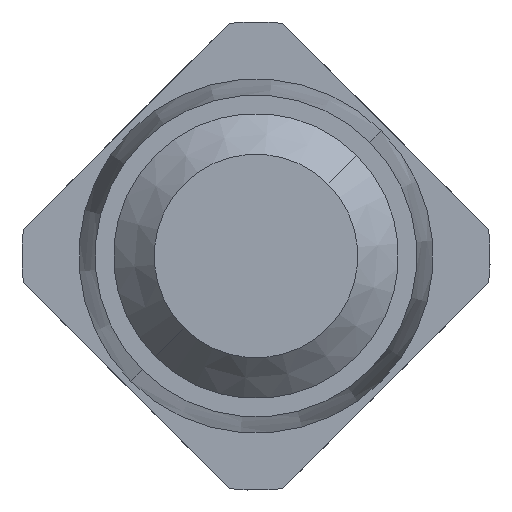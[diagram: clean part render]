
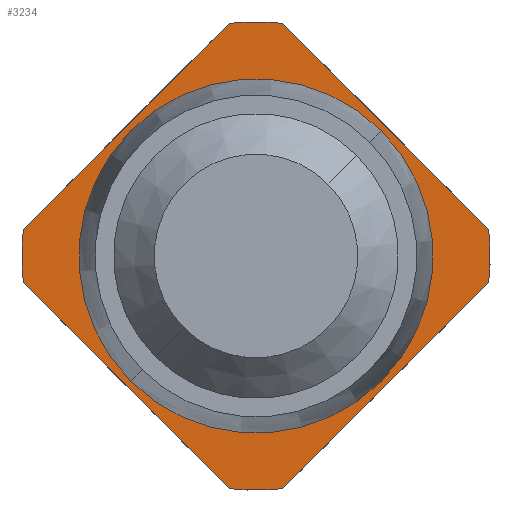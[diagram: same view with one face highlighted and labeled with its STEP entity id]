
A CAD part, front view. The second image highlights one B-rep face of the part: STEP entity #3234.
In plain terms, the highlighted planar face has unit normal (0, -1, 0).
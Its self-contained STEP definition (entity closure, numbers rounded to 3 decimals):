
#30 = CARTESIAN_POINT ( 'NONE',  ( 0.065, 37.5, 0.571 ) ) ;
#31 = CARTESIAN_POINT ( 'NONE',  ( -0.308, 37.5, -0.308 ) ) ;
#46 = AXIS2_PLACEMENT_3D ( 'NONE', #1265, #682, #2634 ) ;
#92 = DIRECTION ( 'NONE',  ( 0.707, 0., 0.707 ) ) ;
#115 = ORIENTED_EDGE ( 'NONE', *, *, #3062, .F. ) ;
#149 = PLANE ( 'NONE',  #46 ) ;
#202 = ORIENTED_EDGE ( 'NONE', *, *, #1559, .T. ) ;
#210 = ORIENTED_EDGE ( 'NONE', *, *, #3509, .T. ) ;
#228 = AXIS2_PLACEMENT_3D ( 'NONE', #2041, #2286, #1731 ) ;
#230 = CIRCLE ( 'NONE', #877, 0.435 ) ;
#265 = DIRECTION ( 'NONE',  ( -0.707, 0., 0.707 ) ) ;
#275 = VERTEX_POINT ( 'NONE', #3047 ) ;
#351 = DIRECTION ( 'NONE',  ( 0.707, 0., -0.707 ) ) ;
#356 = DIRECTION ( 'NONE',  ( 0., -1., 0. ) ) ;
#480 = CARTESIAN_POINT ( 'NONE',  ( 0.571, 37.5, -0.065 ) ) ;
#530 = ORIENTED_EDGE ( 'NONE', *, *, #2857, .T. ) ;
#578 = AXIS2_PLACEMENT_3D ( 'NONE', #2575, #1995, #2815 ) ;
#607 = LINE ( 'NONE', #2849, #2810 ) ;
#682 = DIRECTION ( 'NONE',  ( 0., -1., 0. ) ) ;
#712 = ORIENTED_EDGE ( 'NONE', *, *, #3398, .T. ) ;
#877 = AXIS2_PLACEMENT_3D ( 'NONE', #2016, #3164, #92 ) ;
#882 = DIRECTION ( 'NONE',  ( 0., -1., 0. ) ) ;
#949 = DIRECTION ( 'NONE',  ( 0.707, 0., 0.707 ) ) ;
#957 = DIRECTION ( 'NONE',  ( 0., -1., 0. ) ) ;
#963 = EDGE_LOOP ( 'NONE', ( #210, #1714, #2077, #202, #1464, #530, #2612, #712 ) ) ;
#995 = CARTESIAN_POINT ( 'NONE',  ( 0.318, 37.5, -0.318 ) ) ;
#1018 = CARTESIAN_POINT ( 'NONE',  ( -0.318, 37.5, 0.318 ) ) ;
#1043 = VERTEX_POINT ( 'NONE', #2227 ) ;
#1164 = AXIS2_PLACEMENT_3D ( 'NONE', #2668, #957, #2334 ) ;
#1265 = CARTESIAN_POINT ( 'NONE',  ( -0.407, 37.5, 0.407 ) ) ;
#1464 = ORIENTED_EDGE ( 'NONE', *, *, #2636, .T. ) ;
#1533 = CARTESIAN_POINT ( 'NONE',  ( -0.571, 37.5, -0.065 ) ) ;
#1547 = VERTEX_POINT ( 'NONE', #31 ) ;
#1551 = EDGE_CURVE ( 'NONE', #2499, #2474, #1685, .T. ) ;
#1559 = EDGE_CURVE ( 'NONE', #2474, #1740, #607, .T. ) ;
#1580 = VECTOR ( 'NONE', #265, 1000. ) ;
#1646 = CARTESIAN_POINT ( 'NONE',  ( -0.571, 37.5, 0.065 ) ) ;
#1675 = CARTESIAN_POINT ( 'NONE',  ( -0.065, 37.5, 0.571 ) ) ;
#1685 = CIRCLE ( 'NONE', #578, 0.575 ) ;
#1714 = ORIENTED_EDGE ( 'NONE', *, *, #2434, .T. ) ;
#1728 = EDGE_LOOP ( 'NONE', ( #115, #3244 ) ) ;
#1731 = DIRECTION ( 'NONE',  ( 0.707, 0., 0.707 ) ) ;
#1740 = VERTEX_POINT ( 'NONE', #1948 ) ;
#1745 = AXIS2_PLACEMENT_3D ( 'NONE', #2291, #882, #949 ) ;
#1922 = VECTOR ( 'NONE', #3007, 1000. ) ;
#1948 = CARTESIAN_POINT ( 'NONE',  ( -0.065, 37.5, -0.571 ) ) ;
#1968 = VERTEX_POINT ( 'NONE', #480 ) ;
#1995 = DIRECTION ( 'NONE',  ( 0., -1., 0. ) ) ;
#2016 = CARTESIAN_POINT ( 'NONE',  ( 0., 37.5, 0. ) ) ;
#2041 = CARTESIAN_POINT ( 'NONE',  ( 0., 37.5, 0. ) ) ;
#2077 = ORIENTED_EDGE ( 'NONE', *, *, #1551, .T. ) ;
#2078 = VERTEX_POINT ( 'NONE', #30 ) ;
#2111 = DIRECTION ( 'NONE',  ( 0.707, 0., 0.707 ) ) ;
#2126 = FACE_BOUND ( 'NONE', #1728, .T. ) ;
#2220 = CIRCLE ( 'NONE', #1745, 0.575 ) ;
#2227 = CARTESIAN_POINT ( 'NONE',  ( 0.308, 37.5, 0.308 ) ) ;
#2242 = DIRECTION ( 'NONE',  ( 0.707, 0., 0.707 ) ) ;
#2286 = DIRECTION ( 'NONE',  ( 0., -1., 0. ) ) ;
#2291 = CARTESIAN_POINT ( 'NONE',  ( 0., 37.5, 0. ) ) ;
#2334 = DIRECTION ( 'NONE',  ( 0.707, 0., 0.707 ) ) ;
#2356 = EDGE_CURVE ( 'NONE', #1968, #3188, #2220, .T. ) ;
#2398 = CIRCLE ( 'NONE', #2581, 0.575 ) ;
#2431 = LINE ( 'NONE', #995, #3390 ) ;
#2434 = EDGE_CURVE ( 'NONE', #2870, #2499, #3530, .T. ) ;
#2474 = VERTEX_POINT ( 'NONE', #1533 ) ;
#2499 = VERTEX_POINT ( 'NONE', #1646 ) ;
#2575 = CARTESIAN_POINT ( 'NONE',  ( 0., 37.5, 0. ) ) ;
#2581 = AXIS2_PLACEMENT_3D ( 'NONE', #2873, #356, #2242 ) ;
#2612 = ORIENTED_EDGE ( 'NONE', *, *, #2356, .T. ) ;
#2634 = DIRECTION ( 'NONE',  ( 0.707, 0., 0.707 ) ) ;
#2636 = EDGE_CURVE ( 'NONE', #1740, #275, #2813, .T. ) ;
#2668 = CARTESIAN_POINT ( 'NONE',  ( 0., 37.5, 0. ) ) ;
#2755 = CIRCLE ( 'NONE', #1164, 0.435 ) ;
#2782 = LINE ( 'NONE', #3291, #1580 ) ;
#2810 = VECTOR ( 'NONE', #351, 1000. ) ;
#2813 = CIRCLE ( 'NONE', #228, 0.575 ) ;
#2815 = DIRECTION ( 'NONE',  ( 0.707, 0., 0.707 ) ) ;
#2849 = CARTESIAN_POINT ( 'NONE',  ( -0.725, 37.5, 0.088 ) ) ;
#2857 = EDGE_CURVE ( 'NONE', #275, #1968, #2431, .T. ) ;
#2870 = VERTEX_POINT ( 'NONE', #1675 ) ;
#2873 = CARTESIAN_POINT ( 'NONE',  ( 0., 37.5, 0. ) ) ;
#3007 = DIRECTION ( 'NONE',  ( -0.707, 0., -0.707 ) ) ;
#3047 = CARTESIAN_POINT ( 'NONE',  ( 0.065, 37.5, -0.571 ) ) ;
#3062 = EDGE_CURVE ( 'NONE', #1547, #1043, #230, .T. ) ;
#3164 = DIRECTION ( 'NONE',  ( 0., -1., 0. ) ) ;
#3188 = VERTEX_POINT ( 'NONE', #3198 ) ;
#3198 = CARTESIAN_POINT ( 'NONE',  ( 0.571, 37.5, 0.065 ) ) ;
#3214 = EDGE_CURVE ( 'NONE', #1043, #1547, #2755, .T. ) ;
#3232 = FACE_OUTER_BOUND ( 'NONE', #963, .T. ) ;
#3234 = ADVANCED_FACE ( 'Defeature ausgef�hrt1_2', ( #2126, #3232 ), #149, .T. ) ;
#3244 = ORIENTED_EDGE ( 'NONE', *, *, #3214, .F. ) ;
#3291 = CARTESIAN_POINT ( 'NONE',  ( -0.088, 37.5, 0.725 ) ) ;
#3390 = VECTOR ( 'NONE', #2111, 1000. ) ;
#3398 = EDGE_CURVE ( 'NONE', #3188, #2078, #2782, .T. ) ;
#3509 = EDGE_CURVE ( 'NONE', #2078, #2870, #2398, .T. ) ;
#3530 = LINE ( 'NONE', #1018, #1922 ) ;
